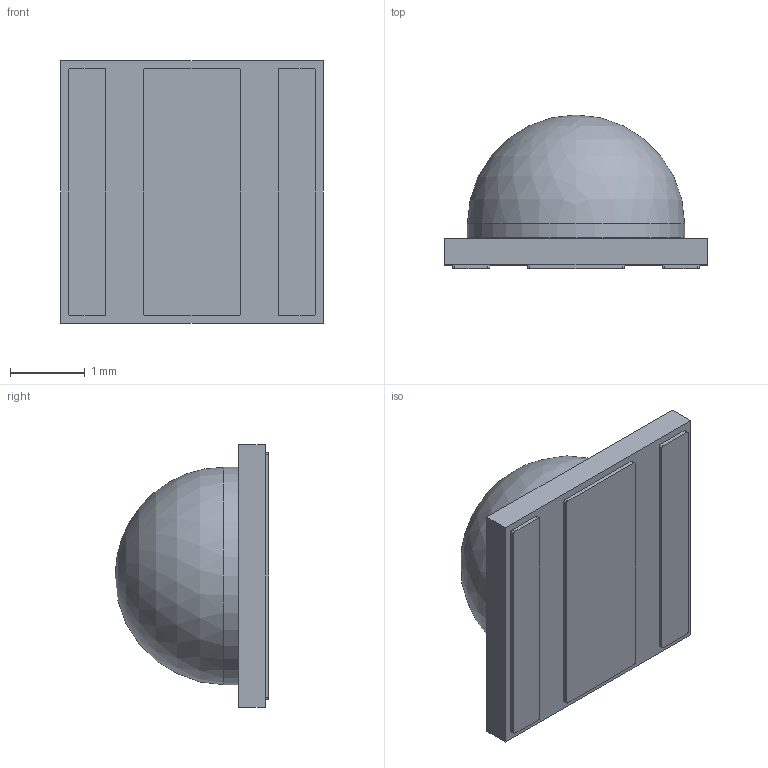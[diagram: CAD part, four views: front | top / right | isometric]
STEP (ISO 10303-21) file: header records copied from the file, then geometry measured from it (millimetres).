
FILE_DESCRIPTION(/* description */ (''),/* implementation_level */ '2;1');
FILE_NAME(/* name */ 'Seoul Viosys Z5 - CUN26A1B v2.step',/* time_stamp */ '2024-10-26T16:31:34-07:00',/* author */ (''),/* organization */ (''),/* preprocessor_version */ 'ST-DEVELOPER v20',/* originating_system */ 'Autodesk Translation Framework v13.20.0.188',/* authorisation */ '');
FILE_SCHEMA (('AUTOMOTIVE_DESIGN { 1 0 10303 214 3 1 1 }'));
Length unit declared in the file: millimetre
Products named in the file (1): Seoul Viosys Z5 - CUN26A1B
Bounding box: 3.5 x 2.05 x 3.5 mm (x, y, z)
Volume: 12.6 mm3; surface area: 68.1 mm2
Topology: 5 solids, 5 shells, 61 faces, 141 edges, 94 vertices
Faces by surface type: plane 46, cylinder 14, sphere 1
Full cylindrical faces by diameter (mm): 2.9 x2
Entity records: 1786 total; most frequent: CARTESIAN_POINT 296, DIRECTION 294, ORIENTED_EDGE 280, EDGE_CURVE 140, LINE 110, VECTOR 110, VERTEX_POINT 94, AXIS2_PLACEMENT_3D 92
